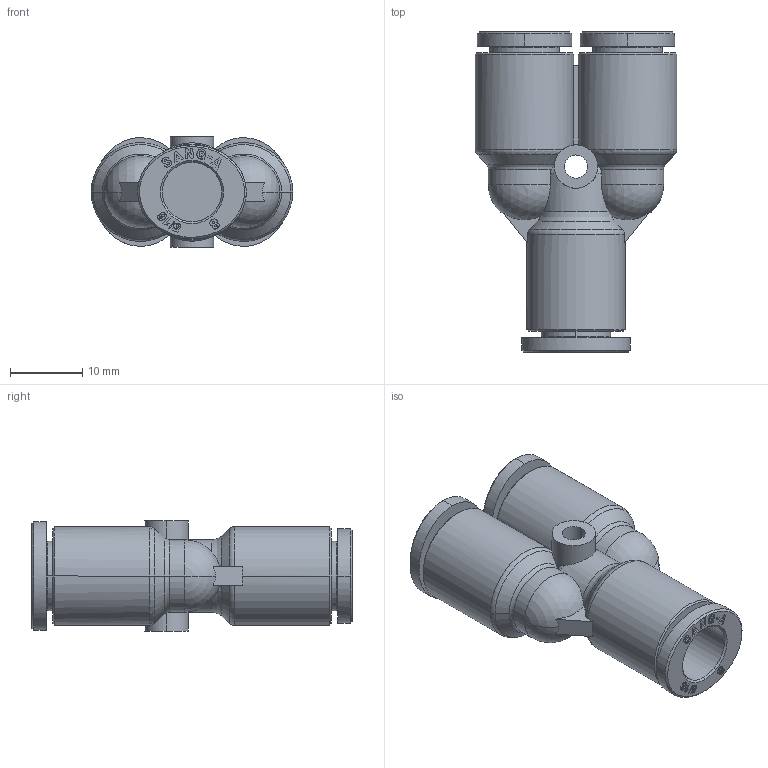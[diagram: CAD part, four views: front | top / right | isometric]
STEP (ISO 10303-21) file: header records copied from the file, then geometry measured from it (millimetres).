
FILE_DESCRIPTION((''),'2;1');
FILE_NAME('GPY 08(3D).stp','2012-12-26T19:07:56',(''),(''),'Mechanical Desktop.R8.0.24.0','Mechanical Desktop.R8.0.24.0',', , ');
FILE_SCHEMA(('CONFIG_CONTROL_DESIGN'));
Length unit declared in the file: millimetre
Products named in the file (2): GPY 08(3D); ºÎÇ°1
Assembly tree (1 placements, depth 2):
  GPY 08(3D)
    ºÎÇ°1
Bounding box: 27.8 x 44.2 x 15.2 mm (x, y, z)
Volume: 6393.1 mm3; surface area: 5380 mm2
Topology: 1 solids, 1 shells, 1218 faces, 3460 edges, 2297 vertices
Faces by surface type: plane 1030, bspline 93, cylinder 57, cone 24, torus 10, sphere 4
Entity records: 41583 total; most frequent: CARTESIAN_POINT 9959, ORIENTED_EDGE 6912, DIRECTION 5984, EDGE_CURVE 3456, VECTOR 3044, LINE 3044, VERTEX_POINT 2297, AXIS2_PLACEMENT_3D 1470
